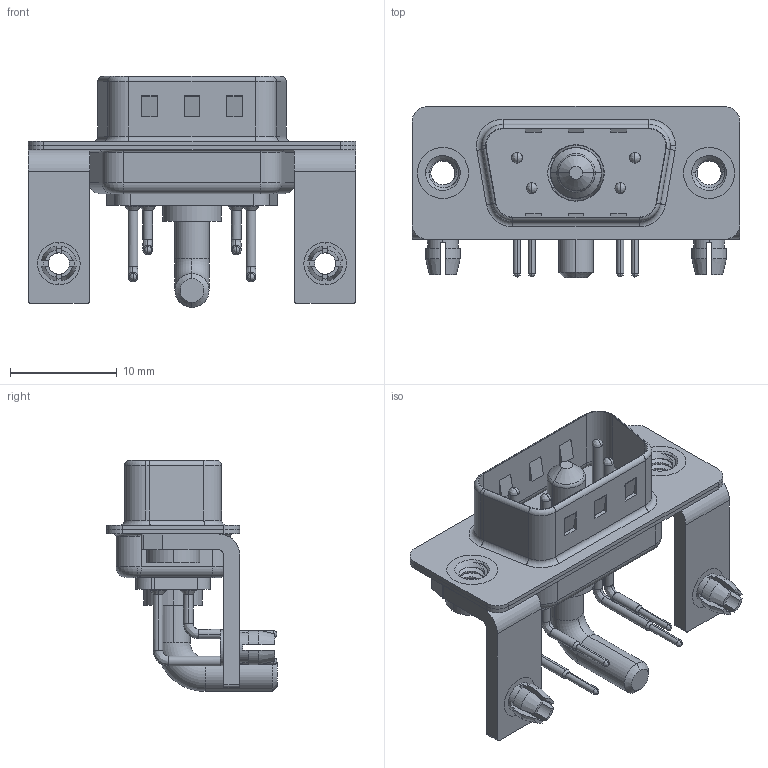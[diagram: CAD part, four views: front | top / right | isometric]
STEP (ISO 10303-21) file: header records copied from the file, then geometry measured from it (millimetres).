
FILE_DESCRIPTION (( 'STEP AP203' ), '1' );
FILE_NAME ('629-5W1-240-3TB.STEP', '2022-05-04T12:17:06', ( '' ), ( '' ), 'SwSTEP 2.0', 'SolidWorks 2020', '' );
FILE_SCHEMA (( 'CONFIG_CONTROL_DESIGN' ));
Length unit declared in the file: millimetre
Products named in the file (10): 629Combo Threaded Rivet_2; 629Combo Housing_5W1; 629Combo Stabilizer Bracket; 629-5W1-240-3TB; 629Combo Contact Row 1; Power Pin_30A RA; 629Combo Shell Front_09 Contacts; 629Combo Board Lock; 629Combo Shell Rear_09 Contacts; 629Combo Contact Row 2
Assembly tree (14 placements, depth 2):
  629-5W1-240-3TB
    629Combo Housing_5W1
    629Combo Shell Rear_09 Contacts
    629Combo Shell Front_09 Contacts
    629Combo Threaded Rivet_2  x2
    629Combo Stabilizer Bracket  x2
    629Combo Board Lock  x2
    Power Pin_30A RA
    629Combo Contact Row 1  x2
    629Combo Contact Row 2  x2
Bounding box: 30.8 x 16.05 x 21.7 mm (x, y, z)
Volume: 1853.7 mm3; surface area: 4642.9 mm2
Topology: 15 solids, 15 shells, 927 faces, 2465 edges, 1586 vertices
Faces by surface type: plane 441, cylinder 350, torus 54, cone 51, bspline 31
Entity records: 21852 total; most frequent: CARTESIAN_POINT 5075, DIRECTION 3389, ORIENTED_EDGE 3204, EDGE_CURVE 1602, AXIS2_PLACEMENT_3D 1225, VERTEX_POINT 1030, VECTOR 939, LINE 939
